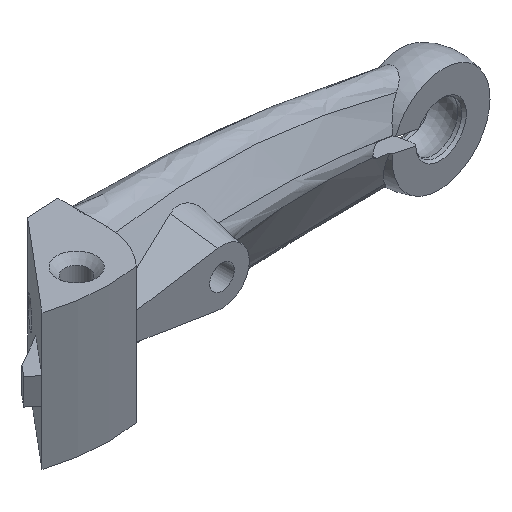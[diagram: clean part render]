
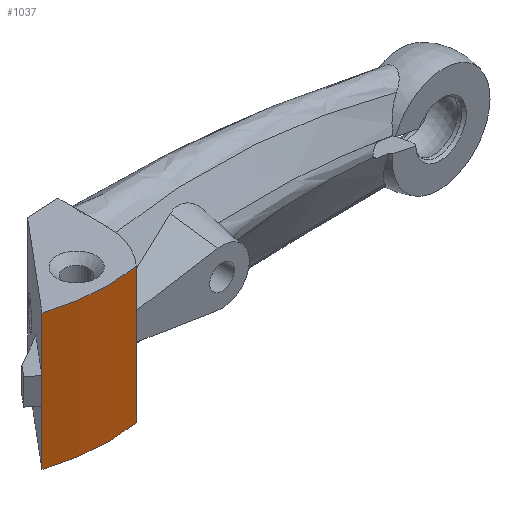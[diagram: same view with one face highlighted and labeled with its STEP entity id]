
A CAD part, isometric view. The second image highlights one B-rep face of the part: STEP entity #1037.
In plain terms, the highlighted cylindrical face has radius 20 mm (diameter 40 mm), a partial arc.
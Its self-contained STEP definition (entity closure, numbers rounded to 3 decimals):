
#31 = PLANE('',#32);
#32 = AXIS2_PLACEMENT_3D('',#33,#34,#35);
#33 = CARTESIAN_POINT('',(17.772,29.31,270.05));
#34 = DIRECTION('',(-0.,-0.,1.));
#35 = DIRECTION('',(0.,-1.,0.));
#88 = VERTEX_POINT('',#89);
#89 = CARTESIAN_POINT('',(10.713,25.514,270.05));
#103 = PLANE('',#104);
#104 = AXIS2_PLACEMENT_3D('',#105,#106,#107);
#105 = CARTESIAN_POINT('',(19.,35.39,270.05));
#106 = DIRECTION('',(0.766,-0.643,0.));
#107 = DIRECTION('',(-0.643,-0.766,0.));
#115 = EDGE_CURVE('',#88,#116,#118,.T.);
#116 = VERTEX_POINT('',#117);
#117 = CARTESIAN_POINT('',(20.364,24.785,270.05));
#118 = SURFACE_CURVE('',#119,(#124,#131),.PCURVE_S1.);
#119 = CIRCLE('',#120,20.);
#120 = AXIS2_PLACEMENT_3D('',#121,#122,#123);
#121 = CARTESIAN_POINT('',(17.,44.5,270.05));
#122 = DIRECTION('',(0.,0.,1.));
#123 = DIRECTION('',(1.,0.,0.));
#124 = PCURVE('',#31,#125);
#125 = DEFINITIONAL_REPRESENTATION('',(#126),#130);
#126 = CIRCLE('',#127,20.);
#127 = AXIS2_PLACEMENT_2D('',#128,#129);
#128 = CARTESIAN_POINT('',(-15.19,-0.772));
#129 = DIRECTION('',(0.,1.));
#130 = ( GEOMETRIC_REPRESENTATION_CONTEXT(2) 
PARAMETRIC_REPRESENTATION_CONTEXT() REPRESENTATION_CONTEXT('2D SPACE',''
  ) );
#131 = PCURVE('',#132,#137);
#132 = CYLINDRICAL_SURFACE('',#133,20.);
#133 = AXIS2_PLACEMENT_3D('',#134,#135,#136);
#134 = CARTESIAN_POINT('',(17.,44.5,270.05));
#135 = DIRECTION('',(0.,0.,-1.));
#136 = DIRECTION('',(1.,0.,0.));
#137 = DEFINITIONAL_REPRESENTATION('',(#138),#142);
#138 = LINE('',#139,#140);
#139 = CARTESIAN_POINT('',(-0.,0.));
#140 = VECTOR('',#141,1.);
#141 = DIRECTION('',(-1.,0.));
#142 = ( GEOMETRIC_REPRESENTATION_CONTEXT(2) 
PARAMETRIC_REPRESENTATION_CONTEXT() REPRESENTATION_CONTEXT('2D SPACE',''
  ) );
#161 = CYLINDRICAL_SURFACE('',#162,7.937);
#162 = AXIS2_PLACEMENT_3D('',#163,#164,#165);
#163 = CARTESIAN_POINT('',(14.583,30.223,270.05));
#164 = DIRECTION('',(0.,0.,-1.));
#165 = DIRECTION('',(1.,0.,0.));
#295 = PLANE('',#296);
#296 = AXIS2_PLACEMENT_3D('',#297,#298,#299);
#297 = CARTESIAN_POINT('',(17.772,29.31,284.95));
#298 = DIRECTION('',(-0.,-0.,1.));
#299 = DIRECTION('',(0.,-1.,0.));
#888 = VERTEX_POINT('',#889);
#889 = CARTESIAN_POINT('',(10.713,25.514,284.95));
#910 = EDGE_CURVE('',#88,#888,#911,.T.);
#911 = SURFACE_CURVE('',#912,(#916,#923),.PCURVE_S1.);
#912 = LINE('',#913,#914);
#913 = CARTESIAN_POINT('',(10.713,25.514,270.05));
#914 = VECTOR('',#915,1.);
#915 = DIRECTION('',(0.,0.,1.));
#916 = PCURVE('',#103,#917);
#917 = DEFINITIONAL_REPRESENTATION('',(#918),#922);
#918 = LINE('',#919,#920);
#919 = CARTESIAN_POINT('',(12.892,0.));
#920 = VECTOR('',#921,1.);
#921 = DIRECTION('',(0.,-1.));
#922 = ( GEOMETRIC_REPRESENTATION_CONTEXT(2) 
PARAMETRIC_REPRESENTATION_CONTEXT() REPRESENTATION_CONTEXT('2D SPACE',''
  ) );
#923 = PCURVE('',#132,#924);
#924 = DEFINITIONAL_REPRESENTATION('',(#925),#929);
#925 = LINE('',#926,#927);
#926 = CARTESIAN_POINT('',(-4.393,0.));
#927 = VECTOR('',#928,1.);
#928 = DIRECTION('',(-0.,-1.));
#929 = ( GEOMETRIC_REPRESENTATION_CONTEXT(2) 
PARAMETRIC_REPRESENTATION_CONTEXT() REPRESENTATION_CONTEXT('2D SPACE',''
  ) );
#1037 = ADVANCED_FACE('',(#1038),#132,.T.);
#1038 = FACE_BOUND('',#1039,.F.);
#1039 = EDGE_LOOP('',(#1040,#1041,#1065,#1086));
#1040 = ORIENTED_EDGE('',*,*,#910,.T.);
#1041 = ORIENTED_EDGE('',*,*,#1042,.T.);
#1042 = EDGE_CURVE('',#888,#1043,#1045,.T.);
#1043 = VERTEX_POINT('',#1044);
#1044 = CARTESIAN_POINT('',(20.364,24.785,284.95));
#1045 = SURFACE_CURVE('',#1046,(#1051,#1058),.PCURVE_S1.);
#1046 = CIRCLE('',#1047,20.);
#1047 = AXIS2_PLACEMENT_3D('',#1048,#1049,#1050);
#1048 = CARTESIAN_POINT('',(17.,44.5,284.95));
#1049 = DIRECTION('',(0.,0.,1.));
#1050 = DIRECTION('',(1.,0.,0.));
#1051 = PCURVE('',#132,#1052);
#1052 = DEFINITIONAL_REPRESENTATION('',(#1053),#1057);
#1053 = LINE('',#1054,#1055);
#1054 = CARTESIAN_POINT('',(-0.,-14.9));
#1055 = VECTOR('',#1056,1.);
#1056 = DIRECTION('',(-1.,0.));
#1057 = ( GEOMETRIC_REPRESENTATION_CONTEXT(2) 
PARAMETRIC_REPRESENTATION_CONTEXT() REPRESENTATION_CONTEXT('2D SPACE',''
  ) );
#1058 = PCURVE('',#295,#1059);
#1059 = DEFINITIONAL_REPRESENTATION('',(#1060),#1064);
#1060 = CIRCLE('',#1061,20.);
#1061 = AXIS2_PLACEMENT_2D('',#1062,#1063);
#1062 = CARTESIAN_POINT('',(-15.19,-0.772));
#1063 = DIRECTION('',(0.,1.));
#1064 = ( GEOMETRIC_REPRESENTATION_CONTEXT(2) 
PARAMETRIC_REPRESENTATION_CONTEXT() REPRESENTATION_CONTEXT('2D SPACE',''
  ) );
#1065 = ORIENTED_EDGE('',*,*,#1066,.F.);
#1066 = EDGE_CURVE('',#116,#1043,#1067,.T.);
#1067 = SURFACE_CURVE('',#1068,(#1072,#1079),.PCURVE_S1.);
#1068 = LINE('',#1069,#1070);
#1069 = CARTESIAN_POINT('',(20.364,24.785,270.05));
#1070 = VECTOR('',#1071,1.);
#1071 = DIRECTION('',(0.,0.,1.));
#1072 = PCURVE('',#132,#1073);
#1073 = DEFINITIONAL_REPRESENTATION('',(#1074),#1078);
#1074 = LINE('',#1075,#1076);
#1075 = CARTESIAN_POINT('',(-4.881,0.));
#1076 = VECTOR('',#1077,1.);
#1077 = DIRECTION('',(-0.,-1.));
#1078 = ( GEOMETRIC_REPRESENTATION_CONTEXT(2) 
PARAMETRIC_REPRESENTATION_CONTEXT() REPRESENTATION_CONTEXT('2D SPACE',''
  ) );
#1079 = PCURVE('',#161,#1080);
#1080 = DEFINITIONAL_REPRESENTATION('',(#1081),#1085);
#1081 = LINE('',#1082,#1083);
#1082 = CARTESIAN_POINT('',(-5.528,0.));
#1083 = VECTOR('',#1084,1.);
#1084 = DIRECTION('',(-0.,-1.));
#1085 = ( GEOMETRIC_REPRESENTATION_CONTEXT(2) 
PARAMETRIC_REPRESENTATION_CONTEXT() REPRESENTATION_CONTEXT('2D SPACE',''
  ) );
#1086 = ORIENTED_EDGE('',*,*,#115,.F.);
